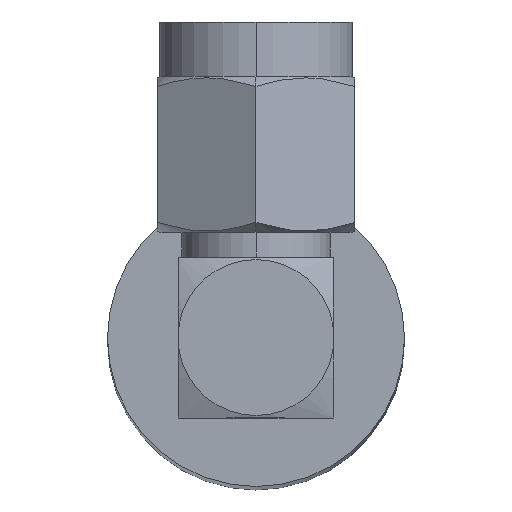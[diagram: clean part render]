
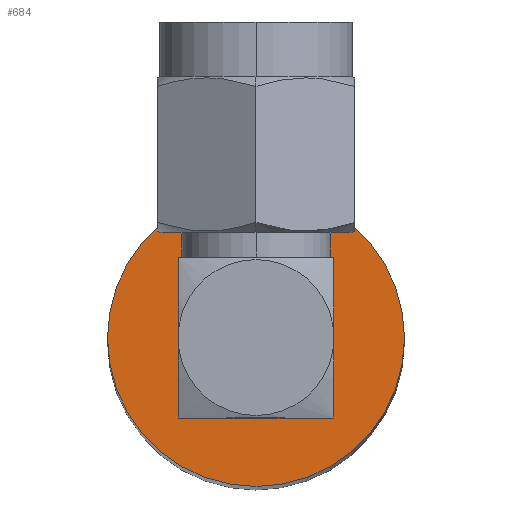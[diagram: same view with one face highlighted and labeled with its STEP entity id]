
A CAD part, top view. The second image highlights one B-rep face of the part: STEP entity #684.
In plain terms, the highlighted planar face has unit normal (0, 0, 1).
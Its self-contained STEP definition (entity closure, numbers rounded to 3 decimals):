
#63 = ORIENTED_EDGE ( 'NONE', *, *, #434, .F. ) ;
#90 = CIRCLE ( 'NONE', #1124, 3. ) ;
#132 = CIRCLE ( 'NONE', #869, 3. ) ;
#143 = ORIENTED_EDGE ( 'NONE', *, *, #928, .F. ) ;
#181 = DIRECTION ( 'NONE',  ( 0., 0., 1. ) ) ;
#200 = EDGE_LOOP ( 'NONE', ( #63, #143 ) ) ;
#250 = PLANE ( 'NONE',  #830 ) ;
#273 = DIRECTION ( 'NONE',  ( 0., 0., 1. ) ) ;
#294 = CARTESIAN_POINT ( 'NONE',  ( 6., 0., 81.92 ) ) ;
#296 = VERTEX_POINT ( 'NONE', #648 ) ;
#300 = EDGE_LOOP ( 'NONE', ( #528, #732 ) ) ;
#370 = CARTESIAN_POINT ( 'NONE',  ( 0., 0., 81.92 ) ) ;
#434 = EDGE_CURVE ( 'NONE', #1113, #1050, #90, .T. ) ;
#482 = DIRECTION ( 'NONE',  ( 1., 0., 0. ) ) ;
#490 = DIRECTION ( 'NONE',  ( 1., 0., 0. ) ) ;
#528 = ORIENTED_EDGE ( 'NONE', *, *, #533, .T. ) ;
#533 = EDGE_CURVE ( 'NONE', #296, #560, #1149, .T. ) ;
#548 = CARTESIAN_POINT ( 'NONE',  ( 0., 0., 81.92 ) ) ;
#560 = VERTEX_POINT ( 'NONE', #294 ) ;
#636 = DIRECTION ( 'NONE',  ( 0., 0., 1. ) ) ;
#648 = CARTESIAN_POINT ( 'NONE',  ( -6., 0., 81.92 ) ) ;
#684 = ADVANCED_FACE ( 'NONE', ( #740, #929 ), #250, .T. ) ;
#732 = ORIENTED_EDGE ( 'NONE', *, *, #979, .T. ) ;
#740 = FACE_BOUND ( 'NONE', #200, .T. ) ;
#745 = CARTESIAN_POINT ( 'NONE',  ( 3., 0., 81.92 ) ) ;
#807 = AXIS2_PLACEMENT_3D ( 'NONE', #1002, #1219, #1205 ) ;
#830 = AXIS2_PLACEMENT_3D ( 'NONE', #548, #636, #1145 ) ;
#850 = CARTESIAN_POINT ( 'NONE',  ( -3., 0., 81.92 ) ) ;
#869 = AXIS2_PLACEMENT_3D ( 'NONE', #996, #913, #1016 ) ;
#909 = AXIS2_PLACEMENT_3D ( 'NONE', #370, #181, #490 ) ;
#913 = DIRECTION ( 'NONE',  ( 0., 0., 1. ) ) ;
#928 = EDGE_CURVE ( 'NONE', #1050, #1113, #132, .T. ) ;
#929 = FACE_OUTER_BOUND ( 'NONE', #300, .T. ) ;
#979 = EDGE_CURVE ( 'NONE', #560, #296, #1078, .T. ) ;
#996 = CARTESIAN_POINT ( 'NONE',  ( 0., 0., 81.92 ) ) ;
#1002 = CARTESIAN_POINT ( 'NONE',  ( 0., 0., 81.92 ) ) ;
#1016 = DIRECTION ( 'NONE',  ( 1., 0., 0. ) ) ;
#1050 = VERTEX_POINT ( 'NONE', #745 ) ;
#1077 = CARTESIAN_POINT ( 'NONE',  ( 0., 0., 81.92 ) ) ;
#1078 = CIRCLE ( 'NONE', #807, 6. ) ;
#1113 = VERTEX_POINT ( 'NONE', #850 ) ;
#1124 = AXIS2_PLACEMENT_3D ( 'NONE', #1077, #273, #482 ) ;
#1145 = DIRECTION ( 'NONE',  ( 1., 0., 0. ) ) ;
#1149 = CIRCLE ( 'NONE', #909, 6. ) ;
#1205 = DIRECTION ( 'NONE',  ( 1., 0., 0. ) ) ;
#1219 = DIRECTION ( 'NONE',  ( 0., 0., 1. ) ) ;
